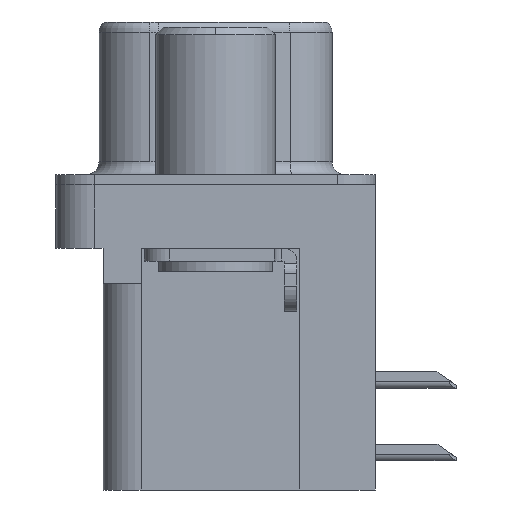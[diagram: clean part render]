
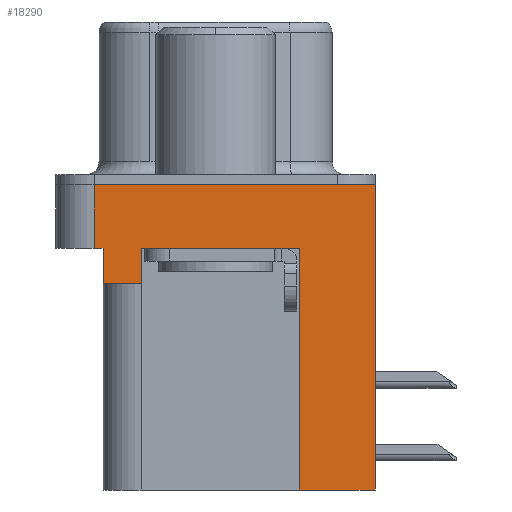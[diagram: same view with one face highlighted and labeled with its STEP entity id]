
A CAD part, left-side view. The second image highlights one B-rep face of the part: STEP entity #18290.
In plain terms, the highlighted planar face has unit normal (-1, 0, 0).
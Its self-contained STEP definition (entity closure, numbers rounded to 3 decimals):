
#17 = LINE ( 'NONE', #11050, #16348 ) ;
#704 = DIRECTION ( 'NONE',  ( 0., 0., 1. ) ) ;
#900 = VECTOR ( 'NONE', #8320, 1000. ) ;
#1013 = LINE ( 'NONE', #15653, #900 ) ;
#1077 = ORIENTED_EDGE ( 'NONE', *, *, #4830, .F. ) ;
#1507 = DIRECTION ( 'NONE',  ( -1., 0., 0. ) ) ;
#1575 = ORIENTED_EDGE ( 'NONE', *, *, #5142, .F. ) ;
#1578 = LINE ( 'NONE', #16538, #1697 ) ;
#1697 = VECTOR ( 'NONE', #16411, 1000. ) ;
#2684 = ORIENTED_EDGE ( 'NONE', *, *, #4993, .T. ) ;
#3391 = EDGE_LOOP ( 'NONE', ( #1575, #13968, #2684, #10549, #1077, #13744, #17175, #10632, #5276, #10630 ) ) ;
#3400 = CARTESIAN_POINT ( 'NONE',  ( -2.935, 4.425, -3.9 ) ) ;
#3556 = CARTESIAN_POINT ( 'NONE',  ( -2.935, -3.295, -12. ) ) ;
#3764 = EDGE_CURVE ( 'NONE', #12867, #6180, #5203, .T. ) ;
#3815 = DIRECTION ( 'NONE',  ( 0., 0., 1. ) ) ;
#4085 = VECTOR ( 'NONE', #10384, 1000. ) ;
#4098 = CARTESIAN_POINT ( 'NONE',  ( -2.935, 4.425, -3.9 ) ) ;
#4100 = EDGE_CURVE ( 'NONE', #14903, #12867, #4205, .T. ) ;
#4198 = CARTESIAN_POINT ( 'NONE',  ( -2.935, 2.895, -2.5 ) ) ;
#4205 = LINE ( 'NONE', #5032, #4085 ) ;
#4830 = EDGE_CURVE ( 'NONE', #14903, #5373, #1578, .T. ) ;
#4851 = VERTEX_POINT ( 'NONE', #13749 ) ;
#4907 = DIRECTION ( 'NONE',  ( 0., 0., 1. ) ) ;
#4993 = EDGE_CURVE ( 'NONE', #8435, #4851, #1013, .T. ) ;
#5032 = CARTESIAN_POINT ( 'NONE',  ( -2.935, 2.895, -3.9 ) ) ;
#5142 = EDGE_CURVE ( 'NONE', #14141, #16432, #17, .T. ) ;
#5185 = VECTOR ( 'NONE', #13599, 1000. ) ;
#5203 = LINE ( 'NONE', #14356, #5185 ) ;
#5212 = EDGE_CURVE ( 'NONE', #8435, #14141, #9309, .T. ) ;
#5222 = DIRECTION ( 'NONE',  ( 0., 1., 0. ) ) ;
#5250 = EDGE_CURVE ( 'NONE', #5373, #4851, #7173, .T. ) ;
#5275 = EDGE_CURVE ( 'NONE', #11561, #6180, #13267, .T. ) ;
#5276 = ORIENTED_EDGE ( 'NONE', *, *, #5332, .F. ) ;
#5332 = EDGE_CURVE ( 'NONE', #14025, #11561, #17906, .T. ) ;
#5351 = EDGE_CURVE ( 'NONE', #14025, #16432, #6331, .T. ) ;
#5373 = VERTEX_POINT ( 'NONE', #3400 ) ;
#6180 = VERTEX_POINT ( 'NONE', #13861 ) ;
#6201 = CARTESIAN_POINT ( 'NONE',  ( -2.935, 4.775, -2.5 ) ) ;
#6331 = LINE ( 'NONE', #17346, #9563 ) ;
#6347 = CARTESIAN_POINT ( 'NONE',  ( -2.935, -3.295, -12. ) ) ;
#6460 = CARTESIAN_POINT ( 'NONE',  ( -2.935, -3.295, -12. ) ) ;
#7173 = LINE ( 'NONE', #4098, #10614 ) ;
#8320 = DIRECTION ( 'NONE',  ( 0., -1., 0. ) ) ;
#8435 = VERTEX_POINT ( 'NONE', #11155 ) ;
#8688 = CARTESIAN_POINT ( 'NONE',  ( -2.935, -6.275, 0. ) ) ;
#8793 = CARTESIAN_POINT ( 'NONE',  ( -2.935, 4.775, 0. ) ) ;
#9309 = LINE ( 'NONE', #6201, #15545 ) ;
#9563 = VECTOR ( 'NONE', #4907, 1000. ) ;
#10384 = DIRECTION ( 'NONE',  ( 0., 0., 1. ) ) ;
#10549 = ORIENTED_EDGE ( 'NONE', *, *, #5250, .F. ) ;
#10614 = VECTOR ( 'NONE', #3815, 1000. ) ;
#10630 = ORIENTED_EDGE ( 'NONE', *, *, #5351, .T. ) ;
#10632 = ORIENTED_EDGE ( 'NONE', *, *, #5275, .F. ) ;
#10862 = CARTESIAN_POINT ( 'NONE',  ( -2.935, -6.275, -2.5 ) ) ;
#11050 = CARTESIAN_POINT ( 'NONE',  ( -2.935, -6.275, 0. ) ) ;
#11155 = CARTESIAN_POINT ( 'NONE',  ( -2.935, 4.775, -2.5 ) ) ;
#11561 = VERTEX_POINT ( 'NONE', #3556 ) ;
#12265 = DIRECTION ( 'NONE',  ( 0., 0., 1. ) ) ;
#12606 = DIRECTION ( 'NONE',  ( 0., -1., 0. ) ) ;
#12867 = VERTEX_POINT ( 'NONE', #4198 ) ;
#13267 = LINE ( 'NONE', #6460, #18879 ) ;
#13531 = PLANE ( 'NONE',  #16814 ) ;
#13599 = DIRECTION ( 'NONE',  ( 0., -1., 0. ) ) ;
#13744 = ORIENTED_EDGE ( 'NONE', *, *, #4100, .T. ) ;
#13749 = CARTESIAN_POINT ( 'NONE',  ( -2.935, 4.425, -2.5 ) ) ;
#13861 = CARTESIAN_POINT ( 'NONE',  ( -2.935, -3.295, -2.5 ) ) ;
#13968 = ORIENTED_EDGE ( 'NONE', *, *, #5212, .F. ) ;
#14025 = VERTEX_POINT ( 'NONE', #15543 ) ;
#14141 = VERTEX_POINT ( 'NONE', #8793 ) ;
#14152 = DIRECTION ( 'NONE',  ( 0., 0., 1. ) ) ;
#14356 = CARTESIAN_POINT ( 'NONE',  ( -2.935, -6.275, -2.5 ) ) ;
#14903 = VERTEX_POINT ( 'NONE', #17823 ) ;
#15543 = CARTESIAN_POINT ( 'NONE',  ( -2.935, -6.275, -12. ) ) ;
#15545 = VECTOR ( 'NONE', #14152, 1000. ) ;
#15653 = CARTESIAN_POINT ( 'NONE',  ( -2.935, -6.275, -2.5 ) ) ;
#16348 = VECTOR ( 'NONE', #12606, 1000. ) ;
#16411 = DIRECTION ( 'NONE',  ( 0., 1., 0. ) ) ;
#16432 = VERTEX_POINT ( 'NONE', #8688 ) ;
#16538 = CARTESIAN_POINT ( 'NONE',  ( -2.935, 4.425, -3.9 ) ) ;
#16814 = AXIS2_PLACEMENT_3D ( 'NONE', #10862, #1507, #12265 ) ;
#17175 = ORIENTED_EDGE ( 'NONE', *, *, #3764, .T. ) ;
#17346 = CARTESIAN_POINT ( 'NONE',  ( -2.935, -6.275, -2.5 ) ) ;
#17823 = CARTESIAN_POINT ( 'NONE',  ( -2.935, 2.895, -3.9 ) ) ;
#17906 = LINE ( 'NONE', #6347, #18641 ) ;
#18290 = ADVANCED_FACE ( 'NONE', ( #18968 ), #13531, .T. ) ;
#18641 = VECTOR ( 'NONE', #5222, 1000. ) ;
#18879 = VECTOR ( 'NONE', #704, 1000. ) ;
#18968 = FACE_OUTER_BOUND ( 'NONE', #3391, .T. ) ;
